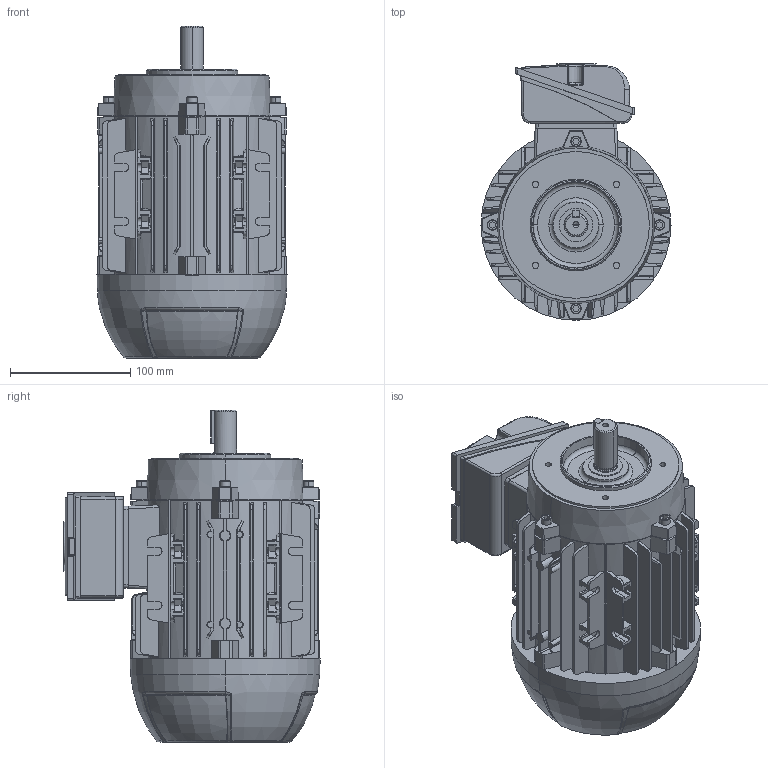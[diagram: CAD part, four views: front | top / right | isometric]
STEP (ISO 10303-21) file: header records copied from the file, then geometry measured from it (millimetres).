
FILE_DESCRIPTION (( 'STEP AP203' ), '1' );
FILE_NAME ('80M_SP_FC_TOP.STEP', '2021-11-05T16:26:04', ( '' ), ( '' ), 'SwSTEP 2.0', 'SolidWorks 2018', '' );
FILE_SCHEMA (( 'CONFIG_CONTROL_DESIGN' ));
Length unit declared in the file: millimetre
Products named in the file (22): 105032001_10.5032.006-6-6x28; 80M_SP_FC_TOP; 105033022; EIXO IEC 80_50.5087.043; 105035111_505007644- FC PadrÆo ; 105006192_50.5307.040; 500014957B; 500014957B_10.5007.074; Parafuso Altracs M5_10.5011.286 x 22; 500014959; 105032001; Parafuso Altracs M5; EIXO IEC 80; 500014959_10.5007.078; 105007077; 105006192; 105035111
Assembly tree (12 placements, depth 2):
  80M_SP_FC_TOP
    EIXO IEC 80_50.5087.043
    105032001_10.5032.006-6-6x28
    105033022
    105035111_505007644- FC PadrÆo 
    Parafuso Altracs M5_10.5011.286 x 22  x4
    500014959_10.5007.078
    105006192_50.5307.040
    500014957B_10.5007.074
    105007077
  105033022
  500014957B
  500014959
  105032001
Bounding box: 158 x 213.08 x 276 mm (x, y, z)
Volume: 3960497.4 mm3; surface area: 358362.1 mm2
Topology: 12 solids, 12 shells, 1666 faces, 4391 edges, 2815 vertices
Faces by surface type: plane 780, cylinder 370, bspline 208, cone 190, torus 74, sphere 44
Entity records: 58308 total; most frequent: CARTESIAN_POINT 19522, ORIENTED_EDGE 8456, DIRECTION 6760, EDGE_CURVE 4228, VERTEX_POINT 2725, AXIS2_PLACEMENT_3D 2320, LINE 2120, VECTOR 2120
